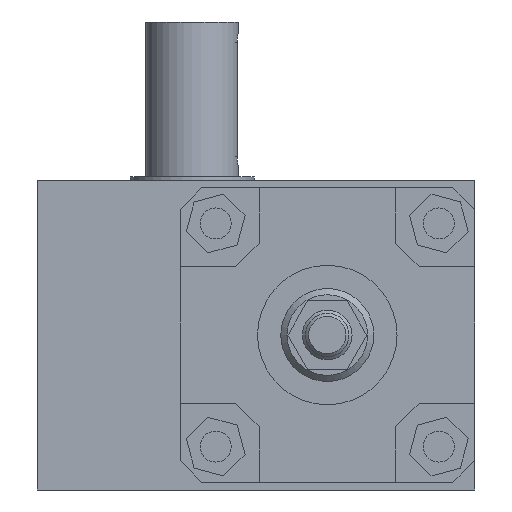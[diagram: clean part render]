
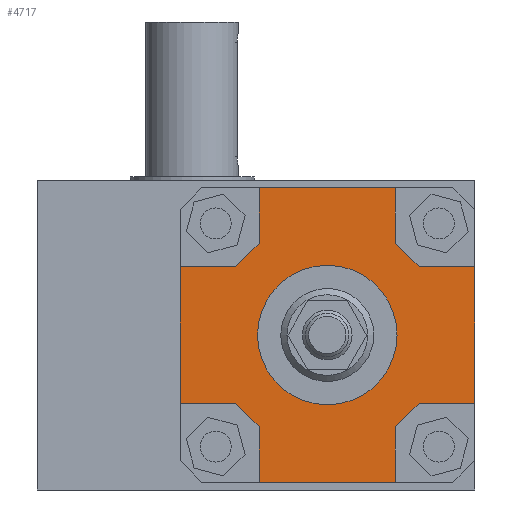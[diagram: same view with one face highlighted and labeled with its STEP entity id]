
A CAD part, left-side view. The second image highlights one B-rep face of the part: STEP entity #4717.
In plain terms, the highlighted planar face has unit normal (-1, 0, 0).
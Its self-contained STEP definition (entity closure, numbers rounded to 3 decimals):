
#222=LINE('',#7105,#734);
#225=LINE('',#7110,#737);
#227=LINE('',#7114,#739);
#229=LINE('',#7120,#741);
#232=LINE('',#7125,#744);
#234=LINE('',#7129,#746);
#236=LINE('',#7135,#748);
#239=LINE('',#7140,#751);
#241=LINE('',#7144,#753);
#245=LINE('',#7154,#757);
#253=LINE('',#7167,#765);
#258=LINE('',#7176,#770);
#262=LINE('',#7183,#774);
#264=LINE('',#7187,#776);
#266=LINE('',#7191,#778);
#267=LINE('',#7193,#779);
#734=VECTOR('',#5810,17.881);
#737=VECTOR('',#5815,10.775);
#739=VECTOR('',#5819,17.881);
#741=VECTOR('',#5825,17.881);
#744=VECTOR('',#5830,10.775);
#746=VECTOR('',#5834,17.881);
#748=VECTOR('',#5840,17.881);
#751=VECTOR('',#5845,10.775);
#753=VECTOR('',#5849,17.881);
#757=VECTOR('',#5859,44.);
#765=VECTOR('',#5871,44.);
#770=VECTOR('',#5878,44.);
#774=VECTOR('',#5886,44.);
#776=VECTOR('',#5890,17.881);
#778=VECTOR('',#5894,10.775);
#779=VECTOR('',#5897,17.881);
#1137=PLANE('',#5061);
#1509=FACE_BOUND('',#2032,.T.);
#1715=FACE_OUTER_BOUND('',#2031,.T.);
#2031=EDGE_LOOP('',(#3867,#3868,#3869,#3870,#3871,#3872,#3873,#3874,#3875,
#3876,#3877,#3878,#3879,#3880,#3881,#3882));
#2032=EDGE_LOOP('',(#3883));
#2265=CIRCLE('',#5062,22.5);
#2500=VERTEX_POINT('',#7102);
#2501=VERTEX_POINT('',#7104);
#2502=VERTEX_POINT('',#7108);
#2503=VERTEX_POINT('',#7112);
#2504=VERTEX_POINT('',#7117);
#2505=VERTEX_POINT('',#7119);
#2506=VERTEX_POINT('',#7123);
#2507=VERTEX_POINT('',#7127);
#2508=VERTEX_POINT('',#7132);
#2509=VERTEX_POINT('',#7134);
#2510=VERTEX_POINT('',#7138);
#2511=VERTEX_POINT('',#7142);
#2514=VERTEX_POINT('',#7153);
#2520=VERTEX_POINT('',#7174);
#2522=VERTEX_POINT('',#7185);
#2523=VERTEX_POINT('',#7189);
#2524=VERTEX_POINT('',#7196);
#2994=EDGE_CURVE('',#2501,#2500,#222,.T.);
#2997=EDGE_CURVE('',#2500,#2502,#225,.T.);
#2999=EDGE_CURVE('',#2502,#2503,#227,.T.);
#3001=EDGE_CURVE('',#2505,#2504,#229,.T.);
#3004=EDGE_CURVE('',#2504,#2506,#232,.T.);
#3006=EDGE_CURVE('',#2506,#2507,#234,.T.);
#3008=EDGE_CURVE('',#2509,#2508,#236,.T.);
#3011=EDGE_CURVE('',#2508,#2510,#239,.T.);
#3013=EDGE_CURVE('',#2510,#2511,#241,.T.);
#3017=EDGE_CURVE('',#2514,#2501,#245,.T.);
#3025=EDGE_CURVE('',#2503,#2505,#253,.T.);
#3030=EDGE_CURVE('',#2511,#2520,#258,.T.);
#3034=EDGE_CURVE('',#2507,#2509,#262,.T.);
#3036=EDGE_CURVE('',#2520,#2522,#264,.T.);
#3038=EDGE_CURVE('',#2522,#2523,#266,.T.);
#3039=EDGE_CURVE('',#2523,#2514,#267,.T.);
#3040=EDGE_CURVE('',#2524,#2524,#2265,.T.);
#3867=ORIENTED_EDGE('',*,*,#2999,.T.);
#3868=ORIENTED_EDGE('',*,*,#3025,.T.);
#3869=ORIENTED_EDGE('',*,*,#3001,.T.);
#3870=ORIENTED_EDGE('',*,*,#3004,.T.);
#3871=ORIENTED_EDGE('',*,*,#3006,.T.);
#3872=ORIENTED_EDGE('',*,*,#3034,.T.);
#3873=ORIENTED_EDGE('',*,*,#3008,.T.);
#3874=ORIENTED_EDGE('',*,*,#3011,.T.);
#3875=ORIENTED_EDGE('',*,*,#3013,.T.);
#3876=ORIENTED_EDGE('',*,*,#3030,.T.);
#3877=ORIENTED_EDGE('',*,*,#3036,.T.);
#3878=ORIENTED_EDGE('',*,*,#3038,.T.);
#3879=ORIENTED_EDGE('',*,*,#3039,.T.);
#3880=ORIENTED_EDGE('',*,*,#3017,.T.);
#3881=ORIENTED_EDGE('',*,*,#2994,.T.);
#3882=ORIENTED_EDGE('',*,*,#2997,.T.);
#3883=ORIENTED_EDGE('',*,*,#3040,.F.);
#4717=ADVANCED_FACE('',(#1715,#1509),#1137,.F.);
#5061=AXIS2_PLACEMENT_3D('',#7195,#5900,#5901);
#5062=AXIS2_PLACEMENT_3D('',#7197,#5902,#5903);
#5810=DIRECTION('',(0.,-1.,0.));
#5815=DIRECTION('',(0.,-0.707,-0.707));
#5819=DIRECTION('',(0.,0.,-1.));
#5825=DIRECTION('',(0.,0.,1.));
#5830=DIRECTION('',(0.,-0.707,0.707));
#5834=DIRECTION('',(0.,-1.,0.));
#5840=DIRECTION('',(0.,1.,0.));
#5845=DIRECTION('',(0.,0.707,0.707));
#5849=DIRECTION('',(0.,0.,1.));
#5859=DIRECTION('',(0.,0.,-1.));
#5871=DIRECTION('',(0.,-1.,0.));
#5878=DIRECTION('',(0.,1.,0.));
#5886=DIRECTION('',(0.,0.,1.));
#5890=DIRECTION('',(0.,0.,-1.));
#5894=DIRECTION('',(0.,0.707,-0.707));
#5897=DIRECTION('',(0.,1.,0.));
#5900=DIRECTION('center_axis',(1.,0.,0.));
#5901=DIRECTION('ref_axis',(0.,0.,-1.));
#5902=DIRECTION('center_axis',(-1.,0.,0.));
#5903=DIRECTION('ref_axis',(0.,0.,1.));
#7102=CARTESIAN_POINT('',(-247.,29.619,-22.));
#7104=CARTESIAN_POINT('',(-247.,47.5,-22.));
#7105=CARTESIAN_POINT('',(-247.,23.75,-22.));
#7108=CARTESIAN_POINT('',(-247.,22.,-29.619));
#7110=CARTESIAN_POINT('',(-247.,27.714,-23.905));
#7112=CARTESIAN_POINT('',(-247.,22.,-47.5));
#7114=CARTESIAN_POINT('',(-247.,22.,-14.809));
#7117=CARTESIAN_POINT('',(-247.,-22.,-29.619));
#7119=CARTESIAN_POINT('',(-247.,-22.,-47.5));
#7120=CARTESIAN_POINT('',(-247.,-22.,-23.75));
#7123=CARTESIAN_POINT('',(-247.,-29.619,-22.));
#7125=CARTESIAN_POINT('',(-247.,-23.905,-27.714));
#7127=CARTESIAN_POINT('',(-247.,-47.5,-22.));
#7129=CARTESIAN_POINT('',(-247.,-14.809,-22.));
#7132=CARTESIAN_POINT('',(-247.,-29.619,22.));
#7134=CARTESIAN_POINT('',(-247.,-47.5,22.));
#7135=CARTESIAN_POINT('',(-247.,-23.75,22.));
#7138=CARTESIAN_POINT('',(-247.,-22.,29.619));
#7140=CARTESIAN_POINT('',(-247.,-27.714,23.905));
#7142=CARTESIAN_POINT('',(-247.,-22.,47.5));
#7144=CARTESIAN_POINT('',(-247.,-22.,14.809));
#7153=CARTESIAN_POINT('',(-247.,47.5,22.));
#7154=CARTESIAN_POINT('',(-247.,47.5,-40.5));
#7167=CARTESIAN_POINT('',(-247.,-40.5,-47.5));
#7174=CARTESIAN_POINT('',(-247.,22.,47.5));
#7176=CARTESIAN_POINT('',(-247.,40.5,47.5));
#7183=CARTESIAN_POINT('',(-247.,-47.5,40.5));
#7185=CARTESIAN_POINT('',(-247.,22.,29.619));
#7187=CARTESIAN_POINT('',(-247.,22.,23.75));
#7189=CARTESIAN_POINT('',(-247.,29.619,22.));
#7191=CARTESIAN_POINT('',(-247.,23.905,27.714));
#7193=CARTESIAN_POINT('',(-247.,14.809,22.));
#7195=CARTESIAN_POINT('Origin',(-247.,0.,0.));
#7196=CARTESIAN_POINT('',(-247.,0.,-22.5));
#7197=CARTESIAN_POINT('Origin',(-247.,0.,0.));
